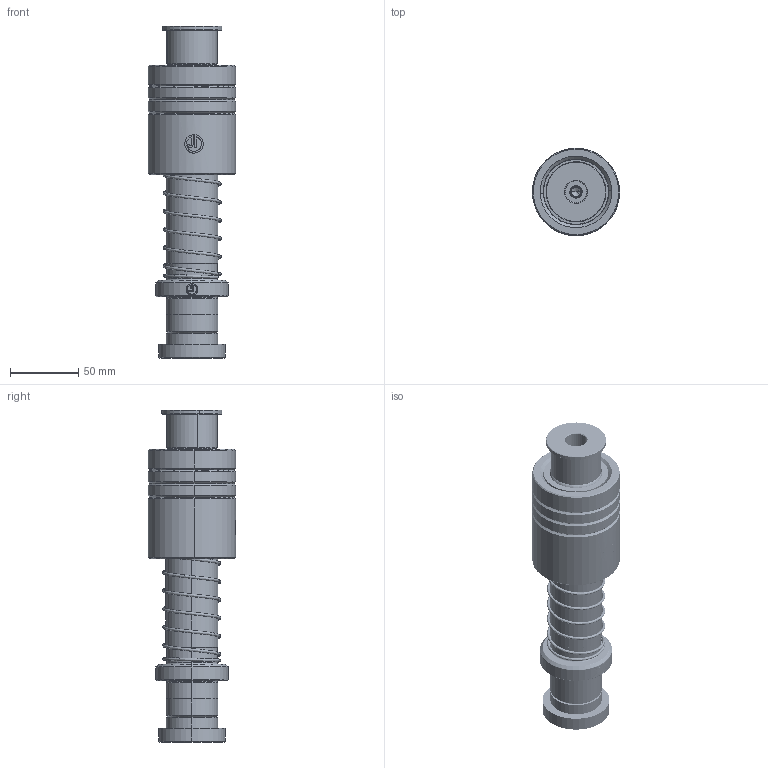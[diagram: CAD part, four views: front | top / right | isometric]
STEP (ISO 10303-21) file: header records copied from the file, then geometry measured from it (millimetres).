
FILE_DESCRIPTION (( 'STEP AP214' ), '1' );
FILE_NAME ('HKSH(HKJH)-D38-L170(BL-80).STEP', '2024-10-25T10:36:48', ( '111' ), ( '21222' ), 'SwSTEP 2.0', 'SolidWorks 2020', '' );
FILE_SCHEMA (( 'AUTOMOTIVE_DESIGN' ));
Length unit declared in the file: millimetre
Products named in the file (9): BSH-D47.5-38.5-L75郪蚾; TBB-D64-d48-L80; GTK-D44-d37; BALL-D5; HWP-D42.5-d38.5-L80; HKSH(HKJH)-D38-L170(BL-80); TRPK-D38-L170; BSH-47.5-38.5-75; DRPK蹟簽D38
Assembly tree (245 placements, depth 3):
  HKSH(HKJH)-D38-L170(BL-80)
    TRPK-D38-L170
    DRPK蹟簽D38
    GTK-D44-d37
    TBB-D64-d48-L80
    HWP-D42.5-d38.5-L80
    BSH-D47.5-38.5-L75郪蚾
      BSH-47.5-38.5-75
      BALL-D5  x238
Bounding box: 63.93 x 63.96 x 243 mm (x, y, z)
Volume: 434088.1 mm3; surface area: 136774.1 mm2
Topology: 244 solids, 244 shells, 1150 faces, 4779 edges, 3162 vertices
Faces by surface type: sphere 952, cone 58, cylinder 56, plane 36, torus 26, bspline 22
Entity records: 52640 total; most frequent: CARTESIAN_POINT 33656, ORIENTED_EDGE 3828, DIRECTION 3344, EDGE_CURVE 1914, AXIS2_PLACEMENT_3D 1595, VERTEX_POINT 1246, EDGE_LOOP 1154, B_SPLINE_CURVE_WITH_KNOTS 1069
